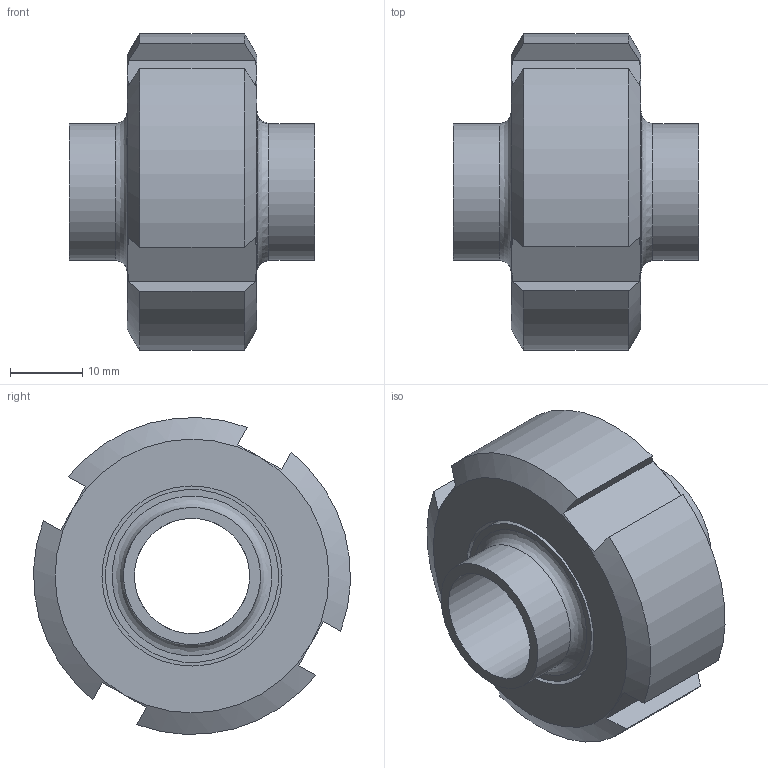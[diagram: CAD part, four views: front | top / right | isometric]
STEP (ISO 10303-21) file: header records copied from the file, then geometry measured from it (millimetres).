
FILE_DESCRIPTION((''),'2;1');
FILE_NAME('11222015x200.stp','2010-08-03T09:29:18',('thilbrands'),(''),'Autodesk Inventor 2008','Autodesk Inventor 2008','');
FILE_SCHEMA(('AUTOMOTIVE_DESIGN { 1 0 10303 214 1 1 1 1 }'));
Length unit declared in the file: millimetre
Products named in the file (4): 11222010x200; 113200101-DN15; 114200101-DN15; 110000106-DN15
Assembly tree (3 placements, depth 2):
  11222010x200
    113200101-DN15
    114200101-DN15
    110000106-DN15
Bounding box: 34 x 43.96 x 43.96 mm (x, y, z)
Volume: 22441.6 mm3; surface area: 13704.1 mm2
Topology: 3 solids, 3 shells, 55 faces, 114 edges, 70 vertices
Faces by surface type: plane 23, cone 15, cylinder 15, bspline 2
Full cylindrical faces by diameter (mm): 16 x2, 18 x1, 19 x2, 24 x1, 25 x1, 25.8 x1, 31.14 x1, 34 x1, 34.4 x1
Entity records: 1522 total; most frequent: CARTESIAN_POINT 378, DIRECTION 228, ORIENTED_EDGE 188, AXIS2_PLACEMENT_3D 106, EDGE_CURVE 94, EDGE_LOOP 86, VERTEX_POINT 70, FACE_OUTER_BOUND 55
